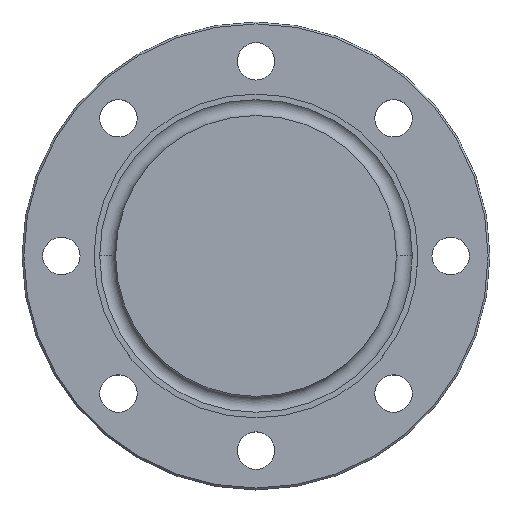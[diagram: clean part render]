
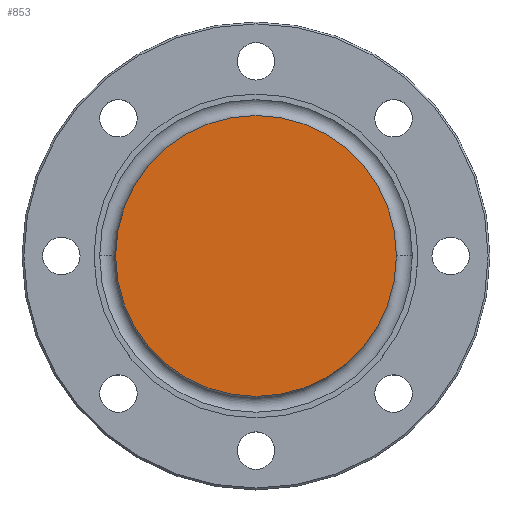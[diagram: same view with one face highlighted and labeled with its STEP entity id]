
A CAD part, top view. The second image highlights one B-rep face of the part: STEP entity #853.
In plain terms, the highlighted planar face has unit normal (0, 0, 1).
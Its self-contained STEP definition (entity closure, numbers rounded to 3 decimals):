
#8 = CARTESIAN_POINT ( 'NONE',  ( 0., 0., 11.5 ) ) ;
#9 = EDGE_CURVE ( 'NONE', #820, #494, #152, .T. ) ;
#29 = CARTESIAN_POINT ( 'NONE',  ( 37.509, 0., 11.5 ) ) ;
#64 = ORIENTED_EDGE ( 'NONE', *, *, #9, .T. ) ;
#90 = DIRECTION ( 'NONE',  ( 0., 0., 1. ) ) ;
#152 = CIRCLE ( 'NONE', #567, 37.509 ) ;
#174 = DIRECTION ( 'NONE',  ( 0., 0., 1. ) ) ;
#229 = AXIS2_PLACEMENT_3D ( 'NONE', #557, #90, #408 ) ;
#244 = DIRECTION ( 'NONE',  ( -1., 0., 0. ) ) ;
#400 = CARTESIAN_POINT ( 'NONE',  ( -37.509, 0., 11.5 ) ) ;
#408 = DIRECTION ( 'NONE',  ( 1., 0., 0. ) ) ;
#494 = VERTEX_POINT ( 'NONE', #29 ) ;
#518 = ORIENTED_EDGE ( 'NONE', *, *, #758, .T. ) ;
#557 = CARTESIAN_POINT ( 'NONE',  ( 0., 0., 11.5 ) ) ;
#567 = AXIS2_PLACEMENT_3D ( 'NONE', #8, #174, #905 ) ;
#664 = CIRCLE ( 'NONE', #229, 37.509 ) ;
#709 = CARTESIAN_POINT ( 'NONE',  ( 0., 37.509, 11.5 ) ) ;
#721 = FACE_OUTER_BOUND ( 'NONE', #777, .T. ) ;
#758 = EDGE_CURVE ( 'NONE', #494, #820, #664, .T. ) ;
#777 = EDGE_LOOP ( 'NONE', ( #518, #64 ) ) ;
#804 = DIRECTION ( 'NONE',  ( 0., 0., -1. ) ) ;
#820 = VERTEX_POINT ( 'NONE', #400 ) ;
#853 = ADVANCED_FACE ( 'NONE', ( #721 ), #955, .F. ) ;
#905 = DIRECTION ( 'NONE',  ( 1., 0., 0. ) ) ;
#917 = AXIS2_PLACEMENT_3D ( 'NONE', #709, #804, #244 ) ;
#955 = PLANE ( 'NONE',  #917 ) ;
